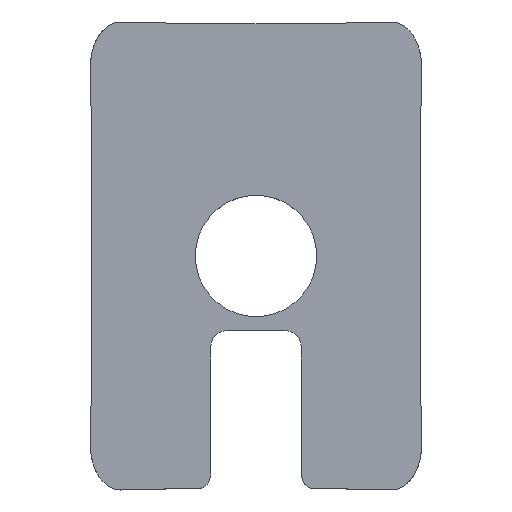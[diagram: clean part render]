
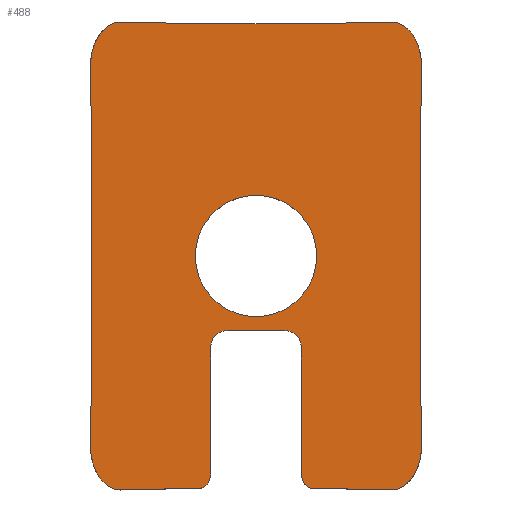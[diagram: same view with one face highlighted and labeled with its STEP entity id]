
A CAD part, top view. The second image highlights one B-rep face of the part: STEP entity #488.
In plain terms, the highlighted planar face has unit normal (0, 0, 1).
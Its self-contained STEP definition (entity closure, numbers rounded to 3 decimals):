
#27=ELLIPSE('',#506,3.889,2.75);
#28=ELLIPSE('',#508,1.414,1.);
#29=ELLIPSE('',#516,1.414,1.);
#30=ELLIPSE('',#518,3.889,2.75);
#31=ELLIPSE('',#522,3.889,2.75);
#32=ELLIPSE('',#526,3.889,2.75);
#47=LINE('',#708,#97);
#50=LINE('',#713,#100);
#52=LINE('',#717,#102);
#55=LINE('',#730,#105);
#58=LINE('',#743,#108);
#61=LINE('',#751,#111);
#64=LINE('',#759,#114);
#67=LINE('',#772,#117);
#70=LINE('',#785,#120);
#72=LINE('',#789,#122);
#74=LINE('',#793,#124);
#77=LINE('',#806,#127);
#79=LINE('',#810,#129);
#81=LINE('',#814,#131);
#97=VECTOR('',#570,10.137);
#100=VECTOR('',#575,14.376);
#102=VECTOR('',#579,10.137);
#105=VECTOR('',#586,7.169);
#108=VECTOR('',#593,11.394);
#111=VECTOR('',#602,5.2);
#114=VECTOR('',#611,11.394);
#117=VECTOR('',#618,7.169);
#120=VECTOR('',#625,10.137);
#122=VECTOR('',#629,14.376);
#124=VECTOR('',#633,10.137);
#127=VECTOR('',#640,7.169);
#129=VECTOR('',#644,10.165);
#131=VECTOR('',#648,7.169);
#148=PLANE('',#527);
#151=FACE_BOUND('',#204,.T.);
#176=FACE_OUTER_BOUND('',#203,.T.);
#203=EDGE_LOOP('',(#438,#439,#440,#441,#442,#443,#444,#445,#446,#447,#448,
#449,#450,#451,#452,#453,#454,#455,#456,#457,#458,#459));
#204=EDGE_LOOP('',(#460));
#206=CIRCLE('',#493,5.5);
#209=CIRCLE('',#511,1.5);
#210=CIRCLE('',#514,1.5);
#212=VERTEX_POINT('',#658);
#235=VERTEX_POINT('',#706);
#236=VERTEX_POINT('',#707);
#237=VERTEX_POINT('',#712);
#238=VERTEX_POINT('',#716);
#239=VERTEX_POINT('',#725);
#240=VERTEX_POINT('',#729);
#241=VERTEX_POINT('',#738);
#242=VERTEX_POINT('',#742);
#243=VERTEX_POINT('',#746);
#244=VERTEX_POINT('',#750);
#245=VERTEX_POINT('',#754);
#246=VERTEX_POINT('',#758);
#247=VERTEX_POINT('',#767);
#248=VERTEX_POINT('',#771);
#249=VERTEX_POINT('',#780);
#250=VERTEX_POINT('',#784);
#251=VERTEX_POINT('',#788);
#252=VERTEX_POINT('',#792);
#253=VERTEX_POINT('',#801);
#254=VERTEX_POINT('',#805);
#255=VERTEX_POINT('',#809);
#256=VERTEX_POINT('',#813);
#258=EDGE_CURVE('',#212,#212,#206,.T.);
#281=EDGE_CURVE('',#235,#236,#47,.T.);
#284=EDGE_CURVE('',#236,#237,#50,.T.);
#286=EDGE_CURVE('',#237,#238,#52,.T.);
#288=EDGE_CURVE('',#238,#239,#27,.T.);
#290=EDGE_CURVE('',#239,#240,#55,.T.);
#292=EDGE_CURVE('',#240,#241,#28,.T.);
#294=EDGE_CURVE('',#241,#242,#58,.T.);
#296=EDGE_CURVE('',#242,#243,#209,.T.);
#298=EDGE_CURVE('',#243,#244,#61,.T.);
#300=EDGE_CURVE('',#244,#245,#210,.T.);
#302=EDGE_CURVE('',#245,#246,#64,.T.);
#304=EDGE_CURVE('',#246,#247,#29,.T.);
#306=EDGE_CURVE('',#247,#248,#67,.T.);
#308=EDGE_CURVE('',#248,#249,#30,.T.);
#310=EDGE_CURVE('',#249,#250,#70,.T.);
#312=EDGE_CURVE('',#250,#251,#72,.T.);
#314=EDGE_CURVE('',#251,#252,#74,.T.);
#316=EDGE_CURVE('',#252,#253,#31,.T.);
#318=EDGE_CURVE('',#253,#254,#77,.T.);
#320=EDGE_CURVE('',#254,#255,#79,.T.);
#322=EDGE_CURVE('',#255,#256,#81,.T.);
#324=EDGE_CURVE('',#256,#235,#32,.T.);
#438=ORIENTED_EDGE('',*,*,#281,.F.);
#439=ORIENTED_EDGE('',*,*,#324,.F.);
#440=ORIENTED_EDGE('',*,*,#322,.F.);
#441=ORIENTED_EDGE('',*,*,#320,.F.);
#442=ORIENTED_EDGE('',*,*,#318,.F.);
#443=ORIENTED_EDGE('',*,*,#316,.F.);
#444=ORIENTED_EDGE('',*,*,#314,.F.);
#445=ORIENTED_EDGE('',*,*,#312,.F.);
#446=ORIENTED_EDGE('',*,*,#310,.F.);
#447=ORIENTED_EDGE('',*,*,#308,.F.);
#448=ORIENTED_EDGE('',*,*,#306,.F.);
#449=ORIENTED_EDGE('',*,*,#304,.F.);
#450=ORIENTED_EDGE('',*,*,#302,.F.);
#451=ORIENTED_EDGE('',*,*,#300,.F.);
#452=ORIENTED_EDGE('',*,*,#298,.F.);
#453=ORIENTED_EDGE('',*,*,#296,.F.);
#454=ORIENTED_EDGE('',*,*,#294,.F.);
#455=ORIENTED_EDGE('',*,*,#292,.F.);
#456=ORIENTED_EDGE('',*,*,#290,.F.);
#457=ORIENTED_EDGE('',*,*,#288,.F.);
#458=ORIENTED_EDGE('',*,*,#286,.F.);
#459=ORIENTED_EDGE('',*,*,#284,.F.);
#460=ORIENTED_EDGE('',*,*,#258,.T.);
#488=ADVANCED_FACE('',(#176,#151),#148,.T.);
#493=AXIS2_PLACEMENT_3D('',#659,#534,#535);
#506=AXIS2_PLACEMENT_3D('',#726,#581,#582);
#508=AXIS2_PLACEMENT_3D('',#739,#588,#589);
#511=AXIS2_PLACEMENT_3D('',#747,#597,#598);
#514=AXIS2_PLACEMENT_3D('',#755,#606,#607);
#516=AXIS2_PLACEMENT_3D('',#768,#613,#614);
#518=AXIS2_PLACEMENT_3D('',#781,#620,#621);
#522=AXIS2_PLACEMENT_3D('',#802,#635,#636);
#526=AXIS2_PLACEMENT_3D('',#822,#650,#651);
#527=AXIS2_PLACEMENT_3D('',#823,#652,#653);
#534=DIRECTION('center_axis',(0.,0.,-1.));
#535=DIRECTION('ref_axis',(-1.,0.,0.));
#570=DIRECTION('',(-0.011,-1.,0.));
#575=DIRECTION('',(0.,-1.,0.));
#579=DIRECTION('',(0.011,-1.,0.));
#581=DIRECTION('center_axis',(0.,0.,
-1.));
#582=DIRECTION('ref_axis',(0.,1.,0.));
#586=DIRECTION('',(-1.,0.022,0.));
#588=DIRECTION('center_axis',(0.,0.,
-1.));
#589=DIRECTION('ref_axis',(0.,1.,0.));
#593=DIRECTION('',(0.,1.,0.));
#597=DIRECTION('center_axis',(0.,0.,
1.));
#598=DIRECTION('ref_axis',(1.,0.,0.));
#602=DIRECTION('',(-1.,0.,0.));
#606=DIRECTION('center_axis',(0.,0.,
1.));
#607=DIRECTION('ref_axis',(0.,1.,0.));
#611=DIRECTION('',(0.,-1.,0.));
#613=DIRECTION('center_axis',(0.,0.,
-1.));
#614=DIRECTION('ref_axis',(0.,1.,0.));
#618=DIRECTION('',(-1.,-0.022,0.));
#620=DIRECTION('center_axis',(0.,0.,
-1.));
#621=DIRECTION('ref_axis',(0.,1.,0.));
#625=DIRECTION('',(0.011,1.,0.));
#629=DIRECTION('',(0.,1.,0.));
#633=DIRECTION('',(-0.011,1.,0.));
#635=DIRECTION('center_axis',(0.,0.,
-1.));
#636=DIRECTION('ref_axis',(0.,-1.,0.));
#640=DIRECTION('',(1.,-0.022,0.));
#644=DIRECTION('',(1.,0.,0.));
#648=DIRECTION('',(1.,0.022,0.));
#650=DIRECTION('center_axis',(0.,0.,
-1.));
#651=DIRECTION('ref_axis',(0.,-1.,0.));
#652=DIRECTION('center_axis',(0.,0.,1.));
#653=DIRECTION('ref_axis',(1.,0.,0.));
#658=CARTESIAN_POINT('',(-9.5,21.213,1.));
#659=CARTESIAN_POINT('Origin',(-15.,21.213,1.));
#706=CARTESIAN_POINT('',(0.,38.537,1.));
#707=CARTESIAN_POINT('',(-0.112,28.401,1.));
#708=CARTESIAN_POINT('',(0.,38.537,1.));
#712=CARTESIAN_POINT('',(-0.112,14.025,1.));
#713=CARTESIAN_POINT('',(-0.112,28.401,1.));
#716=CARTESIAN_POINT('',(0.,3.889,1.));
#717=CARTESIAN_POINT('',(-0.112,14.025,1.));
#725=CARTESIAN_POINT('',(-2.75,0.,1.));
#726=CARTESIAN_POINT('Origin',(-2.75,3.889,1.));
#729=CARTESIAN_POINT('',(-9.917,0.158,1.));
#730=CARTESIAN_POINT('',(-2.75,0.,1.));
#738=CARTESIAN_POINT('',(-10.9,1.572,1.));
#739=CARTESIAN_POINT('Origin',(-9.9,1.572,1.));
#742=CARTESIAN_POINT('',(-10.9,12.967,1.));
#743=CARTESIAN_POINT('',(-10.9,1.572,1.));
#746=CARTESIAN_POINT('',(-12.4,14.467,1.));
#747=CARTESIAN_POINT('Origin',(-12.4,12.967,1.));
#750=CARTESIAN_POINT('',(-17.6,14.467,1.));
#751=CARTESIAN_POINT('',(-12.4,14.467,1.));
#754=CARTESIAN_POINT('',(-19.1,12.967,1.));
#755=CARTESIAN_POINT('Origin',(-17.6,12.967,1.));
#758=CARTESIAN_POINT('',(-19.1,1.572,1.));
#759=CARTESIAN_POINT('',(-19.1,2.28,1.));
#767=CARTESIAN_POINT('',(-20.083,0.158,1.));
#768=CARTESIAN_POINT('Origin',(-20.1,1.572,1.));
#771=CARTESIAN_POINT('',(-27.25,0.,1.));
#772=CARTESIAN_POINT('',(-20.083,0.158,1.));
#780=CARTESIAN_POINT('',(-30.,3.889,1.));
#781=CARTESIAN_POINT('Origin',(-27.25,3.889,1.));
#784=CARTESIAN_POINT('',(-29.888,14.025,1.));
#785=CARTESIAN_POINT('',(-30.,3.889,1.));
#788=CARTESIAN_POINT('',(-29.888,28.401,1.));
#789=CARTESIAN_POINT('',(-29.888,14.025,1.));
#792=CARTESIAN_POINT('',(-30.,38.537,1.));
#793=CARTESIAN_POINT('',(-29.888,28.401,1.));
#801=CARTESIAN_POINT('',(-27.25,42.426,1.));
#802=CARTESIAN_POINT('Origin',(-27.25,38.537,1.));
#805=CARTESIAN_POINT('',(-20.083,42.268,1.));
#806=CARTESIAN_POINT('',(-27.25,42.426,1.));
#809=CARTESIAN_POINT('',(-9.917,42.268,1.));
#810=CARTESIAN_POINT('',(-20.083,42.268,1.));
#813=CARTESIAN_POINT('',(-2.75,42.426,1.));
#814=CARTESIAN_POINT('',(-9.917,42.268,1.));
#822=CARTESIAN_POINT('Origin',(-2.75,38.537,1.));
#823=CARTESIAN_POINT('Origin',(-15.,19.698,1.));
